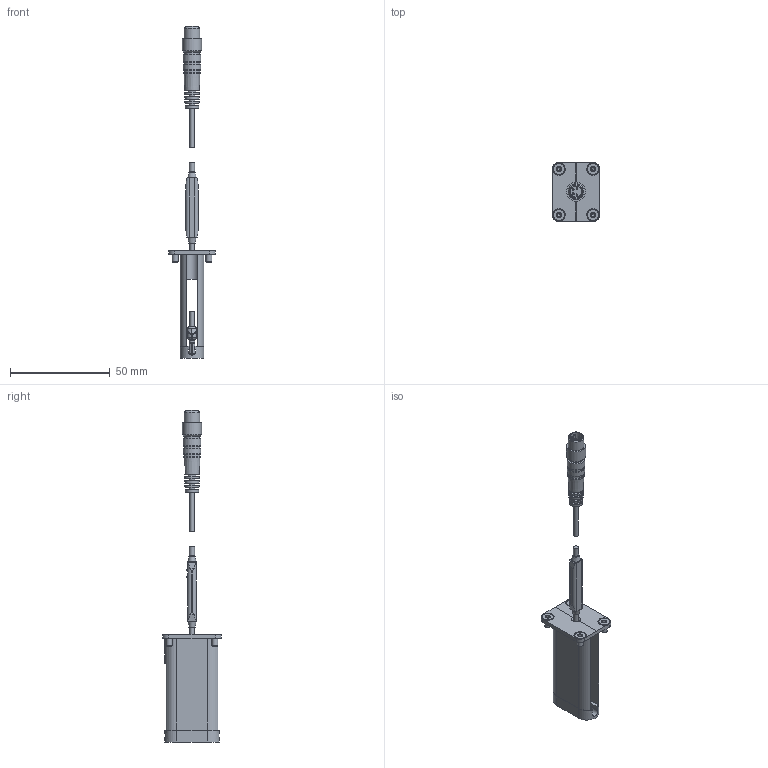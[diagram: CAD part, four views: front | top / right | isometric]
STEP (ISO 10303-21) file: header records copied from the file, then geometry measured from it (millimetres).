
FILE_DESCRIPTION(/* description */ ('Alibre Inc.'),/* implementation_level */ '2;1');
FILE_NAME(/* name */ 'export-20E47184-B90F-4C5C-A8CD-CE7B272EF722',/* time_stamp */ '2021-07-19T16:55:46+02:00',/* author */ (''),/* organization */ (''),/* preprocessor_version */ 'ST-DEVELOPER v17',/* originating_system */ 'Alibre',/* authorisation */ '');
FILE_SCHEMA (('AUTOMOTIVE_DESIGN'));
Length unit declared in the file: millimetre
Products named in the file (5): _ZUB088922_Abfragestet; _MFS01-S-KHC-P2-PNP_Sensor; _MFS01-S-KHC-P2-PNP_Anzeige; _MFS01-S-KHC-P2-PNP_Stecker; ZUB088922
Bounding box: 23.5 x 29.5 x 166.7 mm (x, y, z)
Volume: 13368.2 mm3; surface area: 10521.4 mm2
Topology: 4 solids, 4 shells, 356 faces, 820 edges, 502 vertices
Faces by surface type: plane 157, cylinder 96, torus 42, cone 40, bspline 21
Full cylindrical faces by diameter (mm): 1 x4, 2 x1, 2.2 x1, 2.3 x2, 2.5 x1, 2.6 x1, 2.708 x2, 2.8 x1, 3 x6, 3.2 x4, 4 x1, 4.2 x1, 5.54 x4, 5.8 x1, 6.3 x4, 6.9 x1, 7.1 x1, 8 x1, 8.3 x2, 8.8 x3, 9.6 x1
Entity records: 16945 total; most frequent: CARTESIAN_POINT 8792, ORIENTED_EDGE 1616, DIRECTION 1474, EDGE_CURVE 808, AXIS2_PLACEMENT_3D 665, VERTEX_POINT 502, EDGE_LOOP 402, FACE_BOUND 402
